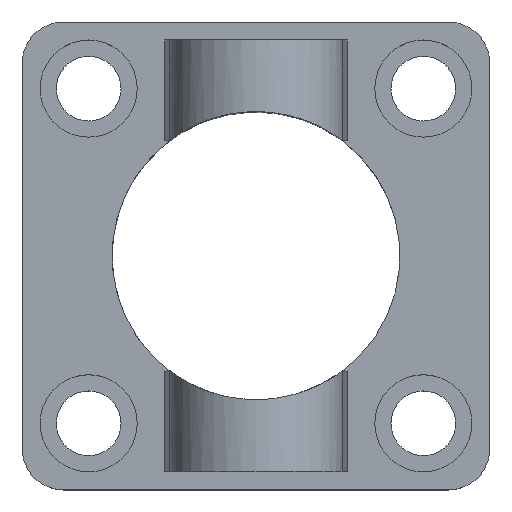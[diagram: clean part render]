
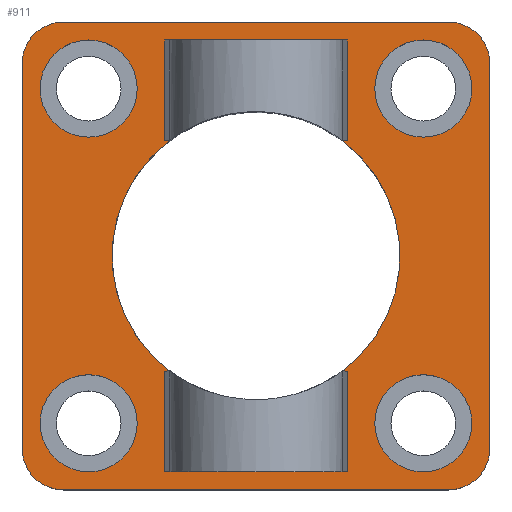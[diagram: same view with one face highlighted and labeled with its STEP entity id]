
A CAD part, top view. The second image highlights one B-rep face of the part: STEP entity #911.
In plain terms, the highlighted planar face has unit normal (0, 0, 1).
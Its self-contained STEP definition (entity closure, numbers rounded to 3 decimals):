
#42=PLANE('',#987);
#57=CIRCLE('',#953,20.);
#58=CIRCLE('',#954,20.);
#61=CIRCLE('',#959,6.75);
#64=CIRCLE('',#965,6.75);
#67=CIRCLE('',#971,6.75);
#70=CIRCLE('',#977,6.75);
#71=CIRCLE('',#981,5.75);
#72=CIRCLE('',#983,5.75);
#73=CIRCLE('',#986,5.75);
#74=CIRCLE('',#988,5.75);
#209=ORIENTED_EDGE('',*,*,#295,.T.);
#210=ORIENTED_EDGE('',*,*,#254,.T.);
#211=ORIENTED_EDGE('',*,*,#285,.T.);
#212=ORIENTED_EDGE('',*,*,#282,.T.);
#213=ORIENTED_EDGE('',*,*,#287,.T.);
#214=ORIENTED_EDGE('',*,*,#250,.T.);
#215=ORIENTED_EDGE('',*,*,#296,.T.);
#216=ORIENTED_EDGE('',*,*,#260,.F.);
#217=ORIENTED_EDGE('',*,*,#294,.T.);
#218=ORIENTED_EDGE('',*,*,#289,.T.);
#219=ORIENTED_EDGE('',*,*,#292,.T.);
#220=ORIENTED_EDGE('',*,*,#256,.F.);
#221=ORIENTED_EDGE('',*,*,#299,.T.);
#222=ORIENTED_EDGE('',*,*,#302,.T.);
#223=ORIENTED_EDGE('',*,*,#305,.T.);
#224=ORIENTED_EDGE('',*,*,#308,.T.);
#225=ORIENTED_EDGE('',*,*,#319,.F.);
#226=ORIENTED_EDGE('',*,*,#311,.F.);
#227=ORIENTED_EDGE('',*,*,#312,.F.);
#228=ORIENTED_EDGE('',*,*,#279,.F.);
#229=ORIENTED_EDGE('',*,*,#318,.F.);
#230=ORIENTED_EDGE('',*,*,#317,.F.);
#231=ORIENTED_EDGE('',*,*,#313,.F.);
#232=ORIENTED_EDGE('',*,*,#320,.F.);
#250=EDGE_CURVE('',#332,#330,#388,.T.);
#254=EDGE_CURVE('',#334,#335,#392,.T.);
#256=EDGE_CURVE('',#336,#338,#394,.T.);
#260=EDGE_CURVE('',#341,#340,#398,.T.);
#279=EDGE_CURVE('',#359,#360,#404,.T.);
#282=EDGE_CURVE('',#362,#361,#407,.T.);
#285=EDGE_CURVE('',#335,#362,#409,.T.);
#287=EDGE_CURVE('',#361,#332,#410,.T.);
#289=EDGE_CURVE('',#364,#363,#412,.T.);
#292=EDGE_CURVE('',#363,#338,#414,.T.);
#294=EDGE_CURVE('',#341,#364,#415,.T.);
#295=EDGE_CURVE('',#336,#334,#57,.T.);
#296=EDGE_CURVE('',#330,#340,#58,.T.);
#299=EDGE_CURVE('',#367,#367,#61,.T.);
#302=EDGE_CURVE('',#370,#370,#64,.T.);
#305=EDGE_CURVE('',#373,#373,#67,.T.);
#308=EDGE_CURVE('',#376,#376,#70,.T.);
#311=EDGE_CURVE('',#378,#377,#418,.T.);
#312=EDGE_CURVE('',#360,#378,#71,.T.);
#313=EDGE_CURVE('',#379,#380,#72,.T.);
#317=EDGE_CURVE('',#380,#381,#422,.T.);
#318=EDGE_CURVE('',#381,#359,#73,.T.);
#319=EDGE_CURVE('',#377,#382,#74,.T.);
#320=EDGE_CURVE('',#382,#379,#423,.T.);
#330=VERTEX_POINT('',#1224);
#332=VERTEX_POINT('',#1227);
#334=VERTEX_POINT('',#1232);
#335=VERTEX_POINT('',#1234);
#336=VERTEX_POINT('',#1238);
#338=VERTEX_POINT('',#1241);
#340=VERTEX_POINT('',#1246);
#341=VERTEX_POINT('',#1248);
#359=VERTEX_POINT('',#1325);
#360=VERTEX_POINT('',#1327);
#361=VERTEX_POINT('',#1331);
#362=VERTEX_POINT('',#1333);
#363=VERTEX_POINT('',#1343);
#364=VERTEX_POINT('',#1345);
#367=VERTEX_POINT('',#1363);
#370=VERTEX_POINT('',#1372);
#373=VERTEX_POINT('',#1381);
#376=VERTEX_POINT('',#1390);
#377=VERTEX_POINT('',#1394);
#378=VERTEX_POINT('',#1396);
#379=VERTEX_POINT('',#1402);
#380=VERTEX_POINT('',#1403);
#381=VERTEX_POINT('',#1408);
#382=VERTEX_POINT('',#1414);
#388=LINE('',#1226,#430);
#392=LINE('',#1235,#434);
#394=LINE('',#1240,#436);
#398=LINE('',#1249,#440);
#404=LINE('',#1326,#446);
#407=LINE('',#1332,#449);
#409=LINE('',#1337,#451);
#410=LINE('',#1340,#452);
#412=LINE('',#1344,#454);
#414=LINE('',#1349,#456);
#415=LINE('',#1352,#457);
#418=LINE('',#1397,#460);
#422=LINE('',#1409,#464);
#423=LINE('',#1415,#465);
#430=VECTOR('',#1008,1000.);
#434=VECTOR('',#1014,1000.);
#436=VECTOR('',#1018,1000.);
#440=VECTOR('',#1024,1000.);
#446=VECTOR('',#1060,1000.);
#449=VECTOR('',#1065,1000.);
#451=VECTOR('',#1071,1000.);
#452=VECTOR('',#1076,1000.);
#454=VECTOR('',#1080,1000.);
#456=VECTOR('',#1086,1000.);
#457=VECTOR('',#1091,1000.);
#460=VECTOR('',#1150,1000.);
#464=VECTOR('',#1164,1000.);
#465=VECTOR('',#1173,1000.);
#525=EDGE_LOOP('',(#209,#210,#211,#212,#213,#214,#215,#216,#217,#218,#219,
#220));
#526=EDGE_LOOP('',(#221));
#527=EDGE_LOOP('',(#222));
#528=EDGE_LOOP('',(#223));
#529=EDGE_LOOP('',(#224));
#530=EDGE_LOOP('',(#225,#226,#227,#228,#229,#230,#231,#232));
#591=FACE_BOUND('',#525,.T.);
#592=FACE_BOUND('',#526,.T.);
#593=FACE_BOUND('',#527,.T.);
#594=FACE_BOUND('',#528,.T.);
#595=FACE_BOUND('',#529,.T.);
#596=FACE_BOUND('',#530,.T.);
#911=ADVANCED_FACE('',(#591,#592,#593,#594,#595,#596),#42,.T.);
#953=AXIS2_PLACEMENT_3D('',#1354,#1094,#1095);
#954=AXIS2_PLACEMENT_3D('',#1355,#1096,#1097);
#959=AXIS2_PLACEMENT_3D('',#1362,#1106,#1107);
#965=AXIS2_PLACEMENT_3D('',#1371,#1118,#1119);
#971=AXIS2_PLACEMENT_3D('',#1380,#1130,#1131);
#977=AXIS2_PLACEMENT_3D('',#1389,#1142,#1143);
#981=AXIS2_PLACEMENT_3D('',#1399,#1153,#1154);
#983=AXIS2_PLACEMENT_3D('',#1401,#1157,#1158);
#986=AXIS2_PLACEMENT_3D('',#1411,#1167,#1168);
#987=AXIS2_PLACEMENT_3D('',#1412,#1169,#1170);
#988=AXIS2_PLACEMENT_3D('',#1413,#1171,#1172);
#1008=DIRECTION('',(-1.,0.,0.));
#1014=DIRECTION('',(-1.,0.,0.));
#1018=DIRECTION('',(-1.,0.,0.));
#1024=DIRECTION('',(-1.,0.,0.));
#1060=DIRECTION('',(-1.,0.,0.));
#1065=DIRECTION('',(1.,0.,0.));
#1071=DIRECTION('',(0.,1.,0.));
#1076=DIRECTION('',(0.,-1.,0.));
#1080=DIRECTION('',(-1.,0.,0.));
#1086=DIRECTION('',(0.,1.,0.));
#1091=DIRECTION('',(0.,-1.,0.));
#1094=DIRECTION('',(0.,0.,-1.));
#1095=DIRECTION('',(-1.,0.,0.));
#1096=DIRECTION('',(0.,0.,-1.));
#1097=DIRECTION('',(-1.,0.,0.));
#1106=DIRECTION('',(0.,0.,-1.));
#1107=DIRECTION('',(1.,0.,0.));
#1118=DIRECTION('',(0.,0.,-1.));
#1119=DIRECTION('',(1.,0.,0.));
#1130=DIRECTION('',(0.,0.,-1.));
#1131=DIRECTION('',(1.,0.,0.));
#1142=DIRECTION('',(0.,0.,-1.));
#1143=DIRECTION('',(1.,0.,0.));
#1150=DIRECTION('',(0.,1.,0.));
#1153=DIRECTION('',(0.,0.,-1.));
#1154=DIRECTION('',(-0.707,-0.707,0.));
#1157=DIRECTION('',(0.,0.,-1.));
#1158=DIRECTION('',(0.707,0.707,0.));
#1164=DIRECTION('',(0.,-1.,0.));
#1167=DIRECTION('',(0.,0.,-1.));
#1168=DIRECTION('',(0.707,-0.707,0.));
#1169=DIRECTION('',(0.,0.,1.));
#1170=DIRECTION('',(1.,0.,0.));
#1171=DIRECTION('',(0.,0.,-1.));
#1172=DIRECTION('',(-0.707,0.707,0.));
#1173=DIRECTION('',(1.,0.,0.));
#1224=CARTESIAN_POINT('',(12.,16.,11.));
#1226=CARTESIAN_POINT('',(12.71,16.,11.));
#1227=CARTESIAN_POINT('',(12.71,16.,11.));
#1232=CARTESIAN_POINT('',(-12.,16.,11.));
#1234=CARTESIAN_POINT('',(-12.71,16.,11.));
#1235=CARTESIAN_POINT('',(-12.,16.,11.));
#1238=CARTESIAN_POINT('',(-12.,-16.,11.));
#1240=CARTESIAN_POINT('',(-12.,-16.,11.));
#1241=CARTESIAN_POINT('',(-12.71,-16.,11.));
#1246=CARTESIAN_POINT('',(12.,-16.,11.));
#1248=CARTESIAN_POINT('',(12.71,-16.,11.));
#1249=CARTESIAN_POINT('',(12.71,-16.,11.));
#1325=CARTESIAN_POINT('',(26.75,-32.5,11.));
#1326=CARTESIAN_POINT('',(26.75,-32.5,11.));
#1327=CARTESIAN_POINT('',(-26.75,-32.5,11.));
#1331=CARTESIAN_POINT('',(12.71,30.,11.));
#1332=CARTESIAN_POINT('',(-12.71,30.,11.));
#1333=CARTESIAN_POINT('',(-12.71,30.,11.));
#1337=CARTESIAN_POINT('',(-12.71,16.,11.));
#1340=CARTESIAN_POINT('',(12.71,30.,11.));
#1343=CARTESIAN_POINT('',(-12.71,-30.,11.));
#1344=CARTESIAN_POINT('',(12.71,-30.,11.));
#1345=CARTESIAN_POINT('',(12.71,-30.,11.));
#1349=CARTESIAN_POINT('',(-12.71,-30.,11.));
#1352=CARTESIAN_POINT('',(12.71,-16.,11.));
#1354=CARTESIAN_POINT('',(0.,0.,11.));
#1355=CARTESIAN_POINT('',(0.,0.,11.));
#1362=CARTESIAN_POINT('',(23.25,-23.25,11.));
#1363=CARTESIAN_POINT('',(30.,-23.25,11.));
#1371=CARTESIAN_POINT('',(-23.25,23.25,11.));
#1372=CARTESIAN_POINT('',(-16.5,23.25,11.));
#1380=CARTESIAN_POINT('',(-23.25,-23.25,11.));
#1381=CARTESIAN_POINT('',(-16.5,-23.25,11.));
#1389=CARTESIAN_POINT('',(23.25,23.25,11.));
#1390=CARTESIAN_POINT('',(30.,23.25,11.));
#1394=CARTESIAN_POINT('',(-32.5,26.75,11.));
#1396=CARTESIAN_POINT('',(-32.5,-26.75,11.));
#1397=CARTESIAN_POINT('',(-32.5,-26.75,11.));
#1399=CARTESIAN_POINT('',(-26.75,-26.75,11.));
#1401=CARTESIAN_POINT('',(26.75,26.75,11.));
#1402=CARTESIAN_POINT('',(26.75,32.5,11.));
#1403=CARTESIAN_POINT('',(32.5,26.75,11.));
#1408=CARTESIAN_POINT('',(32.5,-26.75,11.));
#1409=CARTESIAN_POINT('',(32.5,26.75,11.));
#1411=CARTESIAN_POINT('',(26.75,-26.75,11.));
#1412=CARTESIAN_POINT('',(0.,0.,11.));
#1413=CARTESIAN_POINT('',(-26.75,26.75,11.));
#1414=CARTESIAN_POINT('',(-26.75,32.5,11.));
#1415=CARTESIAN_POINT('',(-26.75,32.5,11.));
